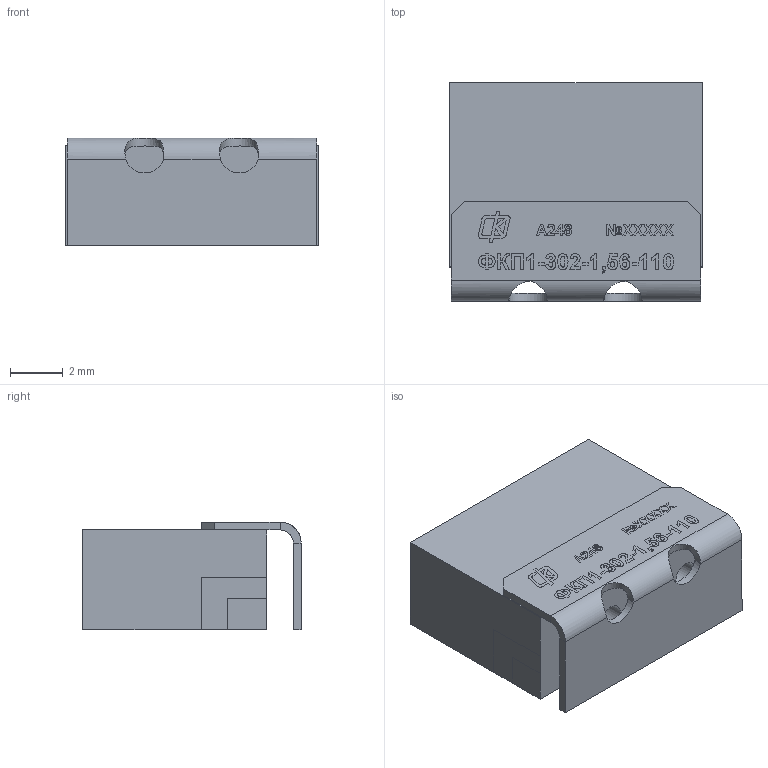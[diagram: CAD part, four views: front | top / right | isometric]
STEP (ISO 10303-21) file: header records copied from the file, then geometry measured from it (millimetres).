
FILE_DESCRIPTION(('STEP AP203'), '1');
FILE_NAME('ÍØÁÀ.434834.102_Ôèëüòð ÔÊÏ1-302-1,56-110', '', ('UNSPECIFIED'), ('UNSPECIFIED'), 'ASCON STEP Converter 1.6', 'ASCON Math Kernel', '');
FILE_SCHEMA(('CONFIG_CONTROL_DESIGN'));
Length unit declared in the file: millimetre
Products named in the file (1): НШБА.434834.102_Фильтр ФКП1-302-1,56-110
Bounding box: 9.6 x 8.3 x 4.1 mm (x, y, z)
Volume: 253.1 mm3; surface area: 486.6 mm2
Topology: 2 solids, 2 shells, 441 faces, 1173 edges, 776 vertices
Faces by surface type: plane 292, bspline 134, cylinder 15
Full cylindrical faces by diameter (mm): 1 x4
Entity records: 28790 total; most frequent: CARTESIAN_POINT 15342, ORIENTED_EDGE 2338, DIRECTION 1438, EDGE_CURVE 1169, VERTEX_POINT 776, LINE 762, VECTOR 762, EDGE_LOOP 497
